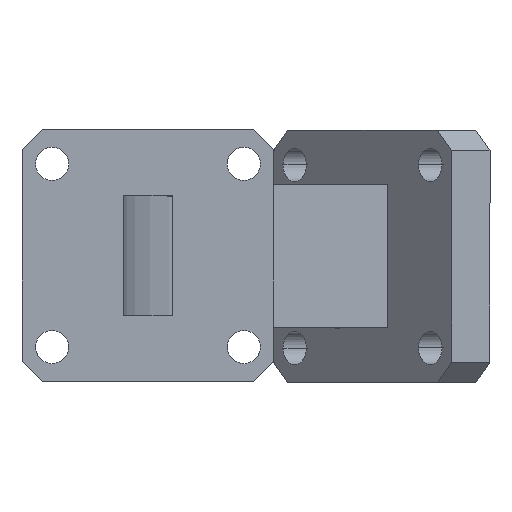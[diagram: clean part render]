
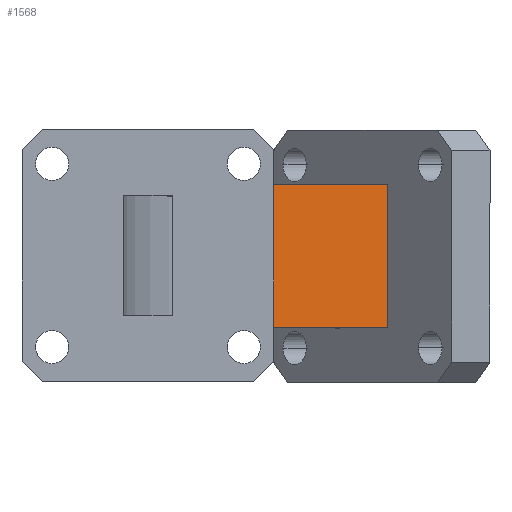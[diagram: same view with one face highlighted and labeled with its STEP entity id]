
A CAD part, top view. The second image highlights one B-rep face of the part: STEP entity #1568.
In plain terms, the highlighted planar face has unit normal (0.707, 0, 0.707).
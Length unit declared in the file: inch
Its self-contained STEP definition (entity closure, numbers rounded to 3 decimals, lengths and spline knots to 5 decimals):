
#19 = PLANE ( 'NONE',  #1361 ) ;
#194 = VERTEX_POINT ( 'NONE', #1277 ) ;
#209 = VECTOR ( 'NONE', #1596, 39.37008 ) ;
#219 = ORIENTED_EDGE ( 'NONE', *, *, #818, .F. ) ;
#293 = VECTOR ( 'NONE', #1866, 39.37008 ) ;
#313 = CARTESIAN_POINT ( 'NONE',  ( 0.83792, 0.25, -1.91114 ) ) ;
#315 = CARTESIAN_POINT ( 'NONE',  ( 0.30806, 0.25, -1.38128 ) ) ;
#330 = CARTESIAN_POINT ( 'NONE',  ( 0.30806, 0.25, -1.38128 ) ) ;
#402 = EDGE_CURVE ( 'NONE', #1272, #914, #1877, .T. ) ;
#441 = LINE ( 'NONE', #1026, #209 ) ;
#584 = CARTESIAN_POINT ( 'NONE',  ( 0.30806, 0.25, -1.38128 ) ) ;
#595 = DIRECTION ( 'NONE',  ( -0.707, 0., -0.707 ) ) ;
#671 = CARTESIAN_POINT ( 'NONE',  ( 0.30806, -0.25, -1.38128 ) ) ;
#720 = LINE ( 'NONE', #584, #293 ) ;
#759 = ORIENTED_EDGE ( 'NONE', *, *, #863, .T. ) ;
#818 = EDGE_CURVE ( 'NONE', #914, #893, #720, .T. ) ;
#863 = EDGE_CURVE ( 'NONE', #1272, #194, #441, .T. ) ;
#893 = VERTEX_POINT ( 'NONE', #1783 ) ;
#894 = CARTESIAN_POINT ( 'NONE',  ( 0.30806, 0.25, -1.38128 ) ) ;
#914 = VERTEX_POINT ( 'NONE', #315 ) ;
#1010 = VECTOR ( 'NONE', #1594, 39.37008 ) ;
#1026 = CARTESIAN_POINT ( 'NONE',  ( 0.30806, -0.25, -1.38128 ) ) ;
#1044 = LINE ( 'NONE', #313, #1010 ) ;
#1176 = DIRECTION ( 'NONE',  ( 0., 1., 0. ) ) ;
#1227 = FACE_OUTER_BOUND ( 'NONE', #1858, .T. ) ;
#1272 = VERTEX_POINT ( 'NONE', #671 ) ;
#1277 = CARTESIAN_POINT ( 'NONE',  ( 0.83792, -0.25, -1.91114 ) ) ;
#1285 = ORIENTED_EDGE ( 'NONE', *, *, #1747, .F. ) ;
#1330 = DIRECTION ( 'NONE',  ( -0.707, 0., 0.707 ) ) ;
#1361 = AXIS2_PLACEMENT_3D ( 'NONE', #330, #595, #1330 ) ;
#1568 = ADVANCED_FACE ( 'NONE', ( #1227 ), #19, .F. ) ;
#1594 = DIRECTION ( 'NONE',  ( 0., -1., 0. ) ) ;
#1596 = DIRECTION ( 'NONE',  ( 0.707, 0., -0.707 ) ) ;
#1692 = ORIENTED_EDGE ( 'NONE', *, *, #402, .F. ) ;
#1747 = EDGE_CURVE ( 'NONE', #893, #194, #1044, .T. ) ;
#1759 = VECTOR ( 'NONE', #1176, 39.37008 ) ;
#1783 = CARTESIAN_POINT ( 'NONE',  ( 0.83792, 0.25, -1.91114 ) ) ;
#1858 = EDGE_LOOP ( 'NONE', ( #1285, #219, #1692, #759 ) ) ;
#1866 = DIRECTION ( 'NONE',  ( 0.707, 0., -0.707 ) ) ;
#1877 = LINE ( 'NONE', #894, #1759 ) ;
